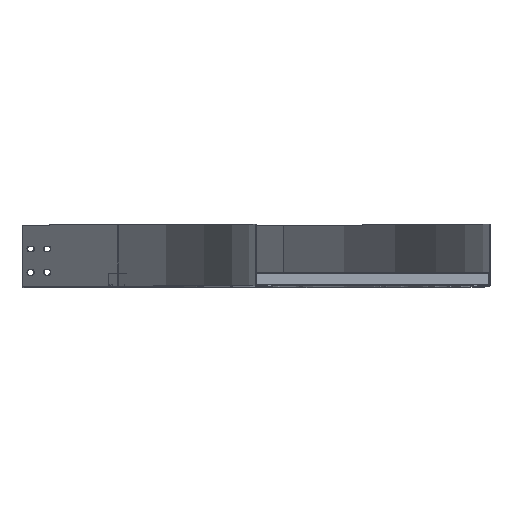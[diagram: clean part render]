
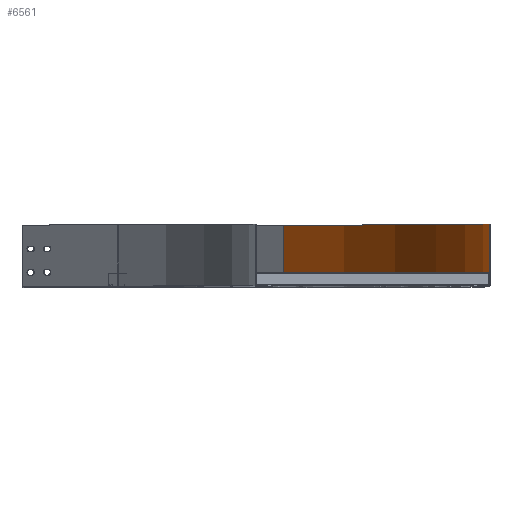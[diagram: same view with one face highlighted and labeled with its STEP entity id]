
A CAD part, top view. The second image highlights one B-rep face of the part: STEP entity #6561.
In plain terms, the highlighted cylindrical face has radius 898.8 mm (diameter 1797.6 mm), a partial arc.
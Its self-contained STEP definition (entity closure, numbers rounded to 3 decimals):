
#115 = AXIS2_PLACEMENT_3D ( 'NONE', #3407, #3408, #3409 ) ;
#116 = AXIS2_PLACEMENT_3D ( 'NONE', #3411, #3412, #3413 ) ;
#351 = VERTEX_POINT ( 'NONE', #2407 ) ;
#352 = VERTEX_POINT ( 'NONE', #2408 ) ;
#357 = VERTEX_POINT ( 'NONE', #2413 ) ;
#358 = VERTEX_POINT ( 'NONE', #2414 ) ;
#604 = EDGE_LOOP ( 'NONE', ( #6371, #6372, #6373, #6374 ) ) ;
#1022 = EDGE_CURVE ( 'NONE', #352, #358, #3178, .T. ) ;
#1023 = EDGE_CURVE ( 'NONE', #357, #358, #3180, .T. ) ;
#1024 = EDGE_CURVE ( 'NONE', #351, #357, #3912, .T. ) ;
#1025 = EDGE_CURVE ( 'NONE', #351, #352, #3914, .T. ) ;
#1255 = AXIS2_PLACEMENT_3D ( 'NONE', #1900, #1897, #1896 ) ;
#1896 = DIRECTION ( 'NONE',  ( 0.707, 0., 0.707 ) ) ;
#1897 = DIRECTION ( 'NONE',  ( 0., -1., 0. ) ) ;
#1900 = CARTESIAN_POINT ( 'NONE',  ( -600., 0., -173. ) ) ;
#2407 = CARTESIAN_POINT ( 'NONE',  ( 35.548, -41.13, -808.548 ) ) ;
#2408 = CARTESIAN_POINT ( 'NONE',  ( 35.548, 37.07, -808.548 ) ) ;
#2413 = CARTESIAN_POINT ( 'NONE',  ( 298.8, -41.13, -173. ) ) ;
#2414 = CARTESIAN_POINT ( 'NONE',  ( 298.8, 37.07, -173. ) ) ;
#3178 = CIRCLE ( 'NONE', #115, 898.8 ) ;
#3180 = LINE ( 'NONE', #3406, #5848 ) ;
#3395 = DIRECTION ( 'NONE',  ( 0., 1., 0. ) ) ;
#3399 = DIRECTION ( 'NONE',  ( 0., 1., 0. ) ) ;
#3406 = CARTESIAN_POINT ( 'NONE',  ( 298.8, -41.13, -173. ) ) ;
#3407 = CARTESIAN_POINT ( 'NONE',  ( -600., 37.07, -173. ) ) ;
#3408 = DIRECTION ( 'NONE',  ( 0., -1., 0. ) ) ;
#3409 = DIRECTION ( 'NONE',  ( 0.707, 0., 0.707 ) ) ;
#3410 = CARTESIAN_POINT ( 'NONE',  ( 35.548, -41.13, -808.548 ) ) ;
#3411 = CARTESIAN_POINT ( 'NONE',  ( -600., -41.13, -173. ) ) ;
#3412 = DIRECTION ( 'NONE',  ( 0., -1., 0. ) ) ;
#3413 = DIRECTION ( 'NONE',  ( 0.707, 0., 0.707 ) ) ;
#3912 = CIRCLE ( 'NONE', #116, 898.8 ) ;
#3914 = LINE ( 'NONE', #3410, #3915 ) ;
#3915 = VECTOR ( 'NONE', #3399, 1000. ) ;
#4990 = FACE_OUTER_BOUND ( 'NONE', #604, .T. ) ;
#4992 = CYLINDRICAL_SURFACE ( 'NONE', #1255, 898.8 ) ;
#5848 = VECTOR ( 'NONE', #3395, 1000. ) ;
#6371 = ORIENTED_EDGE ( 'NONE', *, *, #1025, .F. ) ;
#6372 = ORIENTED_EDGE ( 'NONE', *, *, #1024, .T. ) ;
#6373 = ORIENTED_EDGE ( 'NONE', *, *, #1023, .T. ) ;
#6374 = ORIENTED_EDGE ( 'NONE', *, *, #1022, .F. ) ;
#6561 = ADVANCED_FACE ( 'NONE', ( #4990 ), #4992, .F. ) ;
